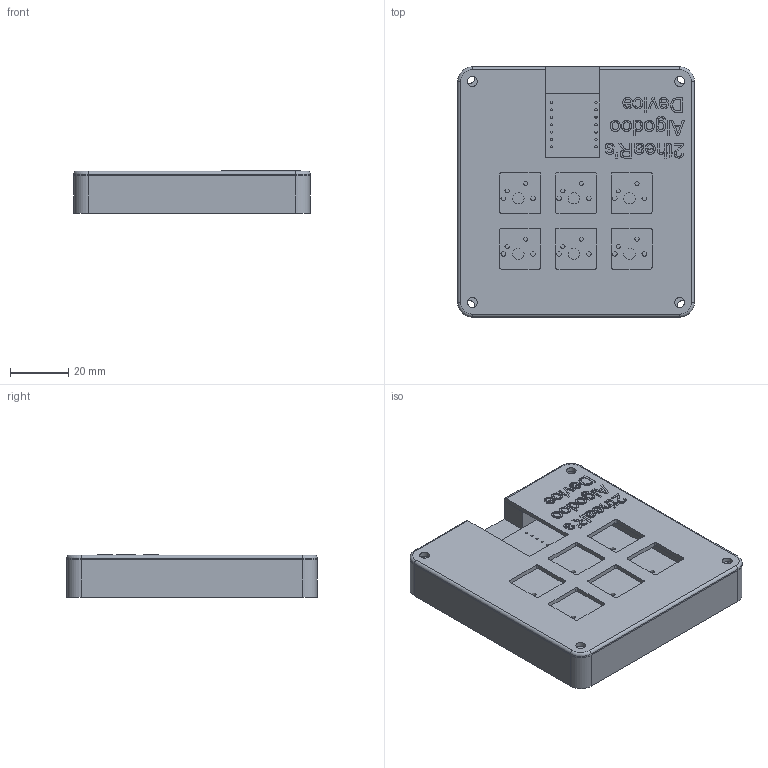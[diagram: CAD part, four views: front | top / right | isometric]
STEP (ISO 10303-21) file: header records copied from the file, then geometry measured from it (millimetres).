
FILE_DESCRIPTION(/* description */ ('','CAx-IF Rec.Pracs.---Representation and Presentation of Product Manufacturing Information (PMI)---4.0---2014-10-13'),/* implementation_level */ '2;1');
FILE_NAME(/* name */ '2theaR''s Macro v2.step',/* time_stamp */ '2025-02-25T22:56:55-05:00',/* author */ (''),/* organization */ (''),/* preprocessor_version */ 'ST-DEVELOPER v20',/* originating_system */ 'Autodesk Translation Framework v13.20.0.188',/* authorisation */ '');
FILE_SCHEMA (('AP242_MANAGED_MODEL_BASED_3D_ENGINEERING_MIM_LF { 1 0 10303 442 1 1 4 }'));
Length unit declared in the file: millimetre
Products named in the file (3): 2theaR's Macro; 2theaR's Macro_1; top
Assembly tree (1 placements, depth 2):
  2theaR's Macro
  2theaR's Macro_1
    top
Bounding box: 81 x 85.67 x 14.7 mm (x, y, z)
Volume: 59037.3 mm3; surface area: 41210.3 mm2
Topology: 3 solids, 3 shells, 539 faces, 1480 edges, 984 vertices
Faces by surface type: bspline 296, plane 189, cylinder 49, torus 4, other 1
Full cylindrical faces by diameter (mm): 3.4 x8, 6 x4
Entity records: 19917 total; most frequent: CARTESIAN_POINT 8039, ORIENTED_EDGE 2960, DIRECTION 1484, EDGE_CURVE 1480, VERTEX_POINT 984, LINE 786, VECTOR 786, EDGE_LOOP 604
